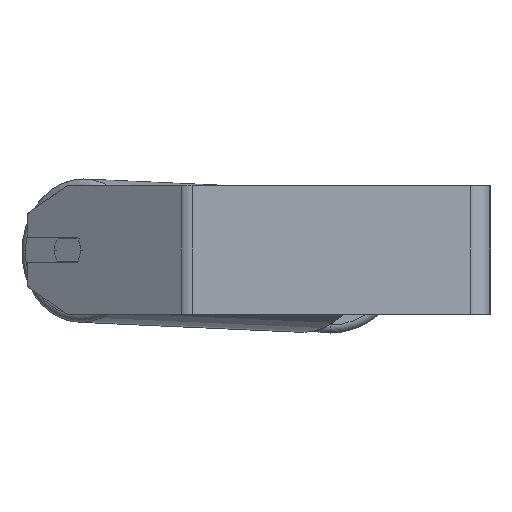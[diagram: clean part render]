
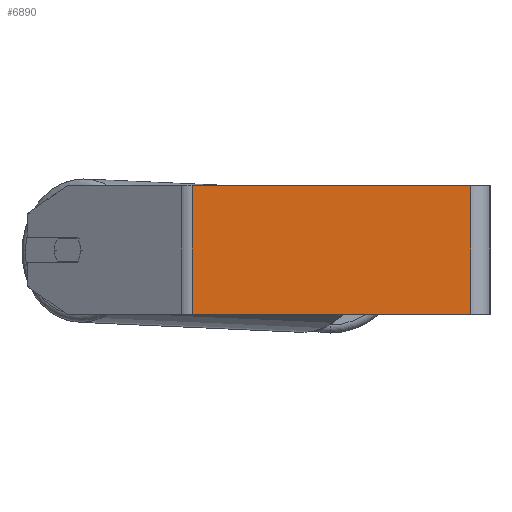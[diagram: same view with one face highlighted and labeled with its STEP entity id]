
A CAD part, left-side view. The second image highlights one B-rep face of the part: STEP entity #6890.
In plain terms, the highlighted planar face has unit normal (-1, 0, 0).
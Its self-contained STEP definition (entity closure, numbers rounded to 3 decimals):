
#47 = EDGE_CURVE ( 'NONE', #4215, #4566, #7678, .T. ) ;
#87 = VECTOR ( 'NONE', #8029, 1000. ) ;
#184 = LINE ( 'NONE', #908, #4846 ) ;
#303 = CARTESIAN_POINT ( 'NONE',  ( -430., 188.372, 40. ) ) ;
#612 = ORIENTED_EDGE ( 'NONE', *, *, #4638, .T. ) ;
#908 = CARTESIAN_POINT ( 'NONE',  ( -430., 184.588, 40. ) ) ;
#1479 = EDGE_CURVE ( 'NONE', #4566, #2067, #8682, .T. ) ;
#1690 = DIRECTION ( 'NONE',  ( 0., 0., -1. ) ) ;
#2067 = VERTEX_POINT ( 'NONE', #2484 ) ;
#2484 = CARTESIAN_POINT ( 'NONE',  ( -430., 12., -40. ) ) ;
#2596 = CARTESIAN_POINT ( 'NONE',  ( -430., 12., 40. ) ) ;
#2679 = DIRECTION ( 'NONE',  ( 0., 0., -1. ) ) ;
#2829 = CARTESIAN_POINT ( 'NONE',  ( -430., 188.372, -40. ) ) ;
#2956 = CARTESIAN_POINT ( 'NONE',  ( -430., 184.588, 40. ) ) ;
#3909 = AXIS2_PLACEMENT_3D ( 'NONE', #8457, #5718, #1690 ) ;
#4204 = EDGE_LOOP ( 'NONE', ( #8082, #6134, #6125, #612 ) ) ;
#4215 = VERTEX_POINT ( 'NONE', #2956 ) ;
#4566 = VERTEX_POINT ( 'NONE', #6652 ) ;
#4638 = EDGE_CURVE ( 'NONE', #4215, #5496, #184, .T. ) ;
#4846 = VECTOR ( 'NONE', #6870, 1000. ) ;
#5045 = DIRECTION ( 'NONE',  ( 0., -1., 0. ) ) ;
#5304 = CARTESIAN_POINT ( 'NONE',  ( -430., 184.588, -40. ) ) ;
#5496 = VERTEX_POINT ( 'NONE', #5304 ) ;
#5718 = DIRECTION ( 'NONE',  ( 1., 0., 0. ) ) ;
#5851 = FACE_OUTER_BOUND ( 'NONE', #4204, .T. ) ;
#6125 = ORIENTED_EDGE ( 'NONE', *, *, #47, .F. ) ;
#6134 = ORIENTED_EDGE ( 'NONE', *, *, #1479, .F. ) ;
#6652 = CARTESIAN_POINT ( 'NONE',  ( -430., 12., 40. ) ) ;
#6836 = LINE ( 'NONE', #2829, #87 ) ;
#6870 = DIRECTION ( 'NONE',  ( 0., 0., -1. ) ) ;
#6890 = ADVANCED_FACE ( 'NONE', ( #5851 ), #7038, .F. ) ;
#7038 = PLANE ( 'NONE',  #3909 ) ;
#7678 = LINE ( 'NONE', #303, #7739 ) ;
#7739 = VECTOR ( 'NONE', #5045, 1000. ) ;
#8029 = DIRECTION ( 'NONE',  ( 0., -1., 0. ) ) ;
#8082 = ORIENTED_EDGE ( 'NONE', *, *, #8637, .T. ) ;
#8457 = CARTESIAN_POINT ( 'NONE',  ( -430., 188.372, 40. ) ) ;
#8623 = VECTOR ( 'NONE', #2679, 1000. ) ;
#8637 = EDGE_CURVE ( 'NONE', #5496, #2067, #6836, .T. ) ;
#8682 = LINE ( 'NONE', #2596, #8623 ) ;
